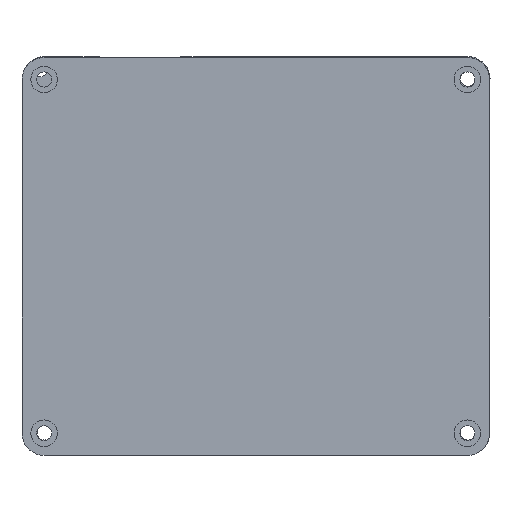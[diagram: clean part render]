
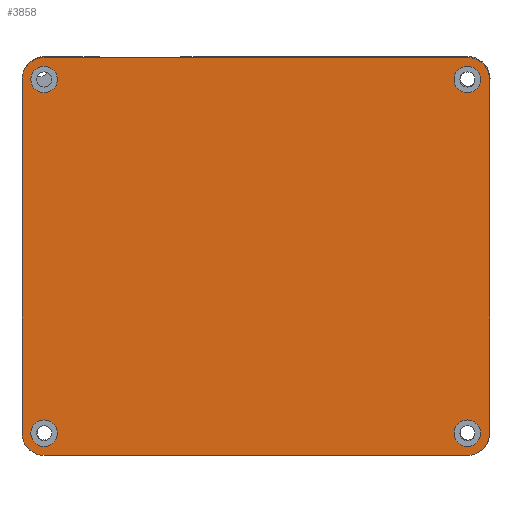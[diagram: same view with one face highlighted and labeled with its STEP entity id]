
A CAD part, front view. The second image highlights one B-rep face of the part: STEP entity #3858.
In plain terms, the highlighted planar face has unit normal (0, -1, 0).
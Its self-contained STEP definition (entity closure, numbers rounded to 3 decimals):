
#35=FACE_BOUND('',#493,.T.);
#36=FACE_BOUND('',#494,.T.);
#37=FACE_BOUND('',#495,.T.);
#38=FACE_BOUND('',#496,.T.);
#212=PLANE('',#4100);
#294=FACE_OUTER_BOUND('',#492,.T.);
#492=EDGE_LOOP('',(#2721,#2722,#2723,#2724,#2725,#2726,#2727,#2728));
#493=EDGE_LOOP('',(#2729));
#494=EDGE_LOOP('',(#2730));
#495=EDGE_LOOP('',(#2731));
#496=EDGE_LOOP('',(#2732));
#833=LINE('',#5702,#1145);
#850=LINE('',#5751,#1162);
#853=LINE('',#5760,#1165);
#872=LINE('',#5816,#1184);
#1145=VECTOR('',#4512,10.);
#1162=VECTOR('',#4551,10.);
#1165=VECTOR('',#4560,10.);
#1184=VECTOR('',#4625,10.);
#1454=CIRCLE('',#4061,5.);
#1462=CIRCLE('',#4072,5.);
#1463=CIRCLE('',#4075,5.);
#1464=CIRCLE('',#4078,5.);
#1465=CIRCLE('',#4087,3.);
#1467=CIRCLE('',#4090,3.);
#1469=CIRCLE('',#4093,3.);
#1471=CIRCLE('',#4096,3.);
#1695=VERTEX_POINT('',#5692);
#1696=VERTEX_POINT('',#5694);
#1698=VERTEX_POINT('',#5700);
#1716=VERTEX_POINT('',#5740);
#1719=VERTEX_POINT('',#5749);
#1720=VERTEX_POINT('',#5753);
#1721=VERTEX_POINT('',#5755);
#1722=VERTEX_POINT('',#5759);
#1729=VERTEX_POINT('',#5791);
#1731=VERTEX_POINT('',#5797);
#1733=VERTEX_POINT('',#5803);
#1735=VERTEX_POINT('',#5809);
#2063=EDGE_CURVE('',#1695,#1696,#1454,.T.);
#2067=EDGE_CURVE('',#1698,#1695,#833,.T.);
#2087=EDGE_CURVE('',#1716,#1698,#1462,.T.);
#2092=EDGE_CURVE('',#1719,#1716,#850,.T.);
#2094=EDGE_CURVE('',#1720,#1721,#1463,.T.);
#2096=EDGE_CURVE('',#1721,#1722,#853,.T.);
#2098=EDGE_CURVE('',#1722,#1719,#1464,.T.);
#2112=EDGE_CURVE('',#1729,#1729,#1465,.T.);
#2115=EDGE_CURVE('',#1731,#1731,#1467,.T.);
#2118=EDGE_CURVE('',#1733,#1733,#1469,.T.);
#2121=EDGE_CURVE('',#1735,#1735,#1471,.T.);
#2124=EDGE_CURVE('',#1696,#1720,#872,.T.);
#2721=ORIENTED_EDGE('',*,*,#2063,.F.);
#2722=ORIENTED_EDGE('',*,*,#2067,.F.);
#2723=ORIENTED_EDGE('',*,*,#2087,.F.);
#2724=ORIENTED_EDGE('',*,*,#2092,.F.);
#2725=ORIENTED_EDGE('',*,*,#2098,.F.);
#2726=ORIENTED_EDGE('',*,*,#2096,.F.);
#2727=ORIENTED_EDGE('',*,*,#2094,.F.);
#2728=ORIENTED_EDGE('',*,*,#2124,.F.);
#2729=ORIENTED_EDGE('',*,*,#2121,.F.);
#2730=ORIENTED_EDGE('',*,*,#2115,.F.);
#2731=ORIENTED_EDGE('',*,*,#2112,.F.);
#2732=ORIENTED_EDGE('',*,*,#2118,.F.);
#3858=ADVANCED_FACE('',(#294,#35,#36,#37,#38),#212,.F.);
#4061=AXIS2_PLACEMENT_3D('',#5695,#4505,#4506);
#4072=AXIS2_PLACEMENT_3D('',#5742,#4543,#4544);
#4075=AXIS2_PLACEMENT_3D('',#5756,#4555,#4556);
#4078=AXIS2_PLACEMENT_3D('',#5763,#4564,#4565);
#4087=AXIS2_PLACEMENT_3D('',#5792,#4595,#4596);
#4090=AXIS2_PLACEMENT_3D('',#5798,#4602,#4603);
#4093=AXIS2_PLACEMENT_3D('',#5804,#4609,#4610);
#4096=AXIS2_PLACEMENT_3D('',#5810,#4616,#4617);
#4100=AXIS2_PLACEMENT_3D('',#5817,#4626,#4627);
#4505=DIRECTION('center_axis',(0.,1.,0.));
#4506=DIRECTION('ref_axis',(0.707,0.,-0.707));
#4512=DIRECTION('',(0.,0.,-1.));
#4543=DIRECTION('center_axis',(0.,1.,0.));
#4544=DIRECTION('ref_axis',(0.707,0.,0.707));
#4551=DIRECTION('',(1.,0.,0.));
#4555=DIRECTION('center_axis',(0.,1.,0.));
#4556=DIRECTION('ref_axis',(-0.707,0.,-0.707));
#4560=DIRECTION('',(0.,0.,1.));
#4564=DIRECTION('center_axis',(0.,1.,0.));
#4565=DIRECTION('ref_axis',(-0.707,0.,0.707));
#4595=DIRECTION('center_axis',(0.,-1.,0.));
#4596=DIRECTION('ref_axis',(1.,0.,0.));
#4602=DIRECTION('center_axis',(0.,-1.,0.));
#4603=DIRECTION('ref_axis',(1.,0.,0.));
#4609=DIRECTION('center_axis',(0.,-1.,0.));
#4610=DIRECTION('ref_axis',(1.,0.,0.));
#4616=DIRECTION('center_axis',(0.,-1.,0.));
#4617=DIRECTION('ref_axis',(1.,0.,0.));
#4625=DIRECTION('',(-1.,0.,0.));
#4626=DIRECTION('center_axis',(0.,1.,0.));
#4627=DIRECTION('ref_axis',(1.,0.,0.));
#5692=CARTESIAN_POINT('',(59.5,0.,-53.5));
#5694=CARTESIAN_POINT('',(54.5,0.,-58.5));
#5695=CARTESIAN_POINT('Origin',(54.5,0.,-53.5));
#5700=CARTESIAN_POINT('',(59.5,0.,26.51));
#5702=CARTESIAN_POINT('',(59.5,0.,31.51));
#5740=CARTESIAN_POINT('',(54.5,0.,31.51));
#5742=CARTESIAN_POINT('Origin',(54.5,0.,26.51));
#5749=CARTESIAN_POINT('',(-41.25,0.,31.51));
#5751=CARTESIAN_POINT('',(-46.25,0.,31.51));
#5753=CARTESIAN_POINT('',(-41.25,0.,-58.5));
#5755=CARTESIAN_POINT('',(-46.25,0.,-53.5));
#5756=CARTESIAN_POINT('Origin',(-41.25,0.,-53.5));
#5759=CARTESIAN_POINT('',(-46.25,0.,26.51));
#5760=CARTESIAN_POINT('',(-46.25,0.,-58.5));
#5763=CARTESIAN_POINT('Origin',(-41.25,0.,26.51));
#5791=CARTESIAN_POINT('',(51.5,0.,26.51));
#5792=CARTESIAN_POINT('Origin',(54.5,0.,26.51));
#5797=CARTESIAN_POINT('',(51.5,0.,-53.5));
#5798=CARTESIAN_POINT('Origin',(54.5,0.,-53.5));
#5803=CARTESIAN_POINT('',(-44.25,0.,-53.5));
#5804=CARTESIAN_POINT('Origin',(-41.25,0.,-53.5));
#5809=CARTESIAN_POINT('',(-44.25,0.,26.51));
#5810=CARTESIAN_POINT('Origin',(-41.25,0.,26.51));
#5816=CARTESIAN_POINT('',(59.5,0.,-58.5));
#5817=CARTESIAN_POINT('Origin',(6.625,0.,-13.495));
